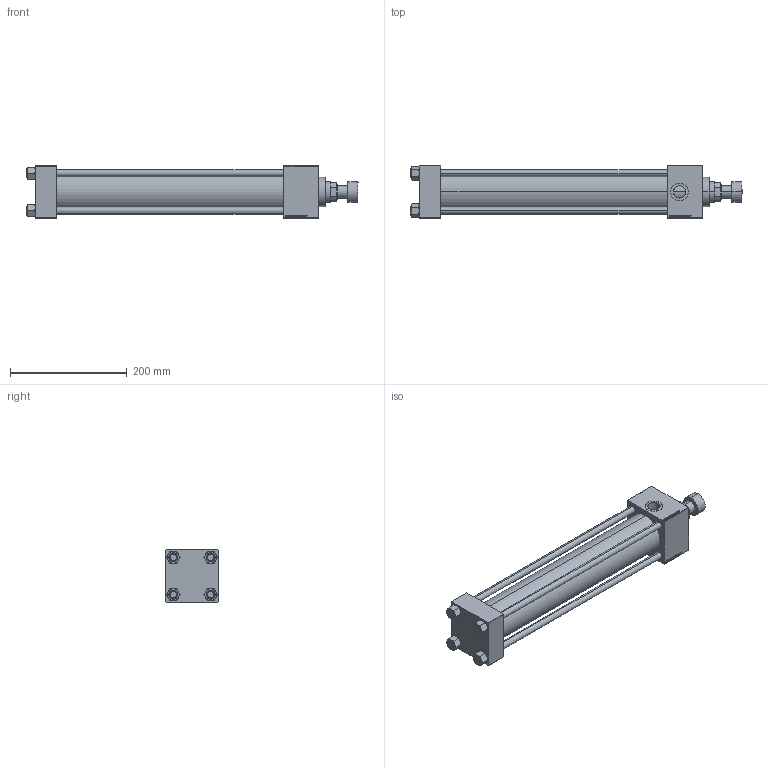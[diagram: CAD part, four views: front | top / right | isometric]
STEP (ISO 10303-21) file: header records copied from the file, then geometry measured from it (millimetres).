
FILE_DESCRIPTION (( 'STEP AP203' ), '1' );
FILE_NAME ('98f7.STEP', '2024-01-08T13:27:08', ( '' ), ( '' ), 'SwSTEP 2.0', 'SolidWorks 2019', '' );
FILE_SCHEMA (( 'CONFIG_CONTROL_DESIGN' ));
Length unit declared in the file: millimetre
Products named in the file (7): V215CD_VCP_C fb645f528118d77b218f46871daabf86; 98f7; V215CD_VC_C fb645f528118d77b218f46871daabf86; V215CD_Body_C fb645f528118d77b218f46871daabf86; V215CD_C_TYCINKA fb645f528118d77b218f46871daabf86; NUT_M5_V215CD_C fb645f528118d77b218f46871daabf86; V215CR_ROD_END_F fb645f528118d77b218f46871daabf86
Assembly tree (12 placements, depth 2):
  98f7
    V215CD_Body_C fb645f528118d77b218f46871daabf86
    V215CD_VC_C fb645f528118d77b218f46871daabf86
    V215CD_VCP_C fb645f528118d77b218f46871daabf86
    V215CD_C_TYCINKA fb645f528118d77b218f46871daabf86  x4
    NUT_M5_V215CD_C fb645f528118d77b218f46871daabf86  x4
    V215CR_ROD_END_F fb645f528118d77b218f46871daabf86
Bounding box: 569 x 90 x 90 mm (x, y, z)
Volume: 1681957.7 mm3; surface area: 413738.1 mm2
Topology: 12 solids, 12 shells, 1163 faces, 2902 edges, 1881 vertices
Faces by surface type: plane 530, bspline 392, cone 138, cylinder 91, torus 12
Entity records: 50695 total; most frequent: CARTESIAN_POINT 27172, ORIENTED_EDGE 5296, DIRECTION 3380, EDGE_CURVE 2648, VERTEX_POINT 1737, VECTOR 1598, LINE 1598, EDGE_LOOP 1173
